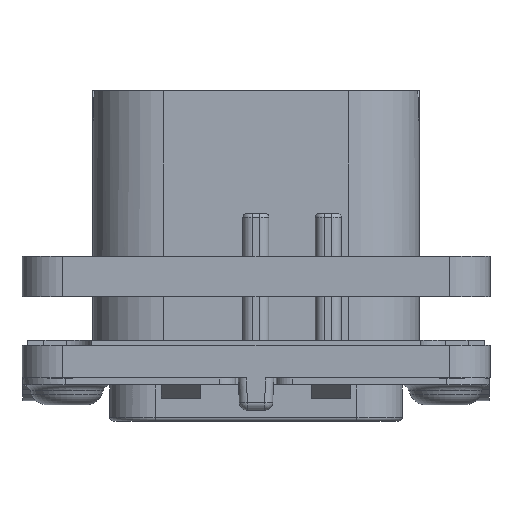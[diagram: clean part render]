
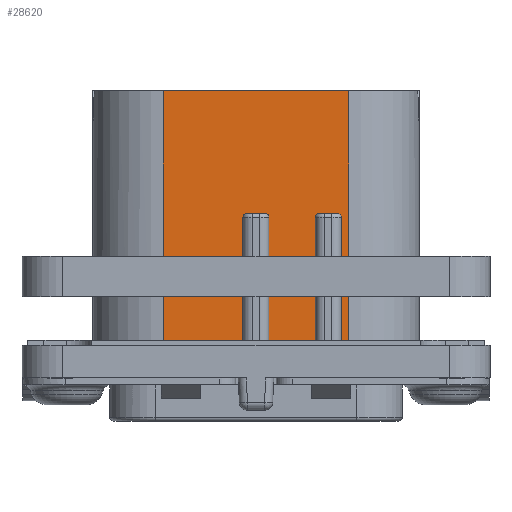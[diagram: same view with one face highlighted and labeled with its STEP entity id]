
A CAD part, front view. The second image highlights one B-rep face of the part: STEP entity #28620.
In plain terms, the highlighted planar face has unit normal (0, -1, 0).
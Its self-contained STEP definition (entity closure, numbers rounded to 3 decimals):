
#1176=DIRECTION('',(1.,0.,0.));
#1177=VECTOR('',#1176,11.4);
#1178=CARTESIAN_POINT('',(-5.7,-9.,17.67));
#1179=LINE('',#1178,#1177);
#5106=DIRECTION('',(1.,0.,0.));
#5107=VECTOR('',#5106,4.9);
#5108=CARTESIAN_POINT('',(-5.7,-9.,2.));
#5109=LINE('',#5108,#5107);
#5199=CARTESIAN_POINT('',(3.9,-9.,9.87));
#5200=DIRECTION('',(0.,1.,0.));
#5201=DIRECTION('',(-1.,0.,0.));
#5202=AXIS2_PLACEMENT_3D('',#5199,#5200,#5201);
#5234=DIRECTION('',(1.,0.,0.));
#5235=VECTOR('',#5234,2.85);
#5236=CARTESIAN_POINT('',(0.8,-9.,2.));
#5237=LINE('',#5236,#5235);
#5280=CARTESIAN_POINT('',(0.55,-9.,9.87));
#5281=DIRECTION('',(0.,1.,0.));
#5282=DIRECTION('',(0.,0.,1.));
#5283=AXIS2_PLACEMENT_3D('',#5280,#5281,#5282);
#5293=DIRECTION('',(0.,0.,1.));
#5294=VECTOR('',#5293,7.87);
#5295=CARTESIAN_POINT('',(5.25,-9.,2.));
#5296=LINE('',#5295,#5294);
#5297=DIRECTION('',(1.,0.,0.));
#5298=VECTOR('',#5297,1.1);
#5299=CARTESIAN_POINT('',(3.9,-9.,10.12));
#5300=LINE('',#5299,#5298);
#5301=DIRECTION('',(0.,0.,1.));
#5302=VECTOR('',#5301,7.87);
#5303=CARTESIAN_POINT('',(3.65,-9.,2.));
#5304=LINE('',#5303,#5302);
#5305=DIRECTION('',(0.,0.,1.));
#5306=VECTOR('',#5305,7.87);
#5307=CARTESIAN_POINT('',(0.8,-9.,2.));
#5308=LINE('',#5307,#5306);
#5309=DIRECTION('',(1.,0.,0.));
#5310=VECTOR('',#5309,1.1);
#5311=CARTESIAN_POINT('',(-0.55,-9.,10.12));
#5312=LINE('',#5311,#5310);
#5313=DIRECTION('',(0.,0.,1.));
#5314=VECTOR('',#5313,7.87);
#5315=CARTESIAN_POINT('',(-0.8,-9.,2.));
#5316=LINE('',#5315,#5314);
#5317=DIRECTION('',(0.,0.,-1.));
#5318=VECTOR('',#5317,15.67);
#5319=CARTESIAN_POINT('',(-5.7,-9.,17.67));
#5320=LINE('',#5319,#5318);
#5321=DIRECTION('',(0.,0.,-1.));
#5322=VECTOR('',#5321,15.67);
#5323=CARTESIAN_POINT('',(5.7,-9.,17.67));
#5324=LINE('',#5323,#5322);
#5338=CARTESIAN_POINT('',(5.,-9.,9.87));
#5339=DIRECTION('',(0.,1.,0.));
#5340=DIRECTION('',(0.,0.,1.));
#5341=AXIS2_PLACEMENT_3D('',#5338,#5339,#5340);
#5384=DIRECTION('',(1.,0.,0.));
#5385=VECTOR('',#5384,0.45);
#5386=CARTESIAN_POINT('',(5.25,-9.,2.));
#5387=LINE('',#5386,#5385);
#11153=CARTESIAN_POINT('',(-0.55,-9.,9.87));
#11154=DIRECTION('',(0.,1.,0.));
#11155=DIRECTION('',(-1.,0.,0.));
#11156=AXIS2_PLACEMENT_3D('',#11153,#11154,#11155);
#18126=CARTESIAN_POINT('',(-5.7,-9.,17.67));
#18127=CARTESIAN_POINT('',(-5.7,-9.,2.));
#18128=VERTEX_POINT('',#18126);
#18129=VERTEX_POINT('',#18127);
#18130=CARTESIAN_POINT('',(5.7,-9.,17.67));
#18131=CARTESIAN_POINT('',(5.7,-9.,2.));
#18132=VERTEX_POINT('',#18130);
#18133=VERTEX_POINT('',#18131);
#18280=CARTESIAN_POINT('',(-0.8,-9.,2.));
#18281=VERTEX_POINT('',#18280);
#18282=CARTESIAN_POINT('',(0.8,-9.,2.));
#18283=CARTESIAN_POINT('',(3.65,-9.,2.));
#18284=VERTEX_POINT('',#18282);
#18285=VERTEX_POINT('',#18283);
#18286=CARTESIAN_POINT('',(5.25,-9.,2.));
#18287=VERTEX_POINT('',#18286);
#20751=CARTESIAN_POINT('',(0.8,-9.,9.87));
#20753=VERTEX_POINT('',#20751);
#20755=CARTESIAN_POINT('',(0.55,-9.,10.12));
#20757=VERTEX_POINT('',#20755);
#20778=CARTESIAN_POINT('',(-0.55,-9.,10.12));
#20779=VERTEX_POINT('',#20778);
#20780=CARTESIAN_POINT('',(-0.8,-9.,9.87));
#20781=VERTEX_POINT('',#20780);
#20783=CARTESIAN_POINT('',(5.25,-9.,9.87));
#20785=VERTEX_POINT('',#20783);
#20787=CARTESIAN_POINT('',(5.,-9.,10.12));
#20789=VERTEX_POINT('',#20787);
#20790=CARTESIAN_POINT('',(3.9,-9.,10.12));
#20792=VERTEX_POINT('',#20790);
#20794=CARTESIAN_POINT('',(3.65,-9.,9.87));
#20796=VERTEX_POINT('',#20794);
#28592=CARTESIAN_POINT('',(-10.05,-9.,2.));
#28593=DIRECTION('',(0.,-1.,0.));
#28594=DIRECTION('',(1.,0.,0.));
#28595=AXIS2_PLACEMENT_3D('',#28592,#28593,#28594);
#28596=PLANE('',#28595);
#28598=ORIENTED_EDGE('',*,*,#28597,.T.);
#28600=ORIENTED_EDGE('',*,*,#28599,.F.);
#28601=ORIENTED_EDGE('',*,*,#28435,.F.);
#28602=ORIENTED_EDGE('',*,*,#28467,.F.);
#28603=ORIENTED_EDGE('',*,*,#28482,.F.);
#28604=ORIENTED_EDGE('',*,*,#28512,.F.);
#28605=ORIENTED_EDGE('',*,*,#28585,.T.);
#28606=ORIENTED_EDGE('',*,*,#28574,.F.);
#28607=ORIENTED_EDGE('',*,*,#28560,.F.);
#28609=ORIENTED_EDGE('',*,*,#28608,.F.);
#28611=ORIENTED_EDGE('',*,*,#28610,.F.);
#28612=ORIENTED_EDGE('',*,*,#28323,.F.);
#28613=ORIENTED_EDGE('',*,*,#22772,.F.);
#28614=ORIENTED_EDGE('',*,*,#22957,.T.);
#28615=ORIENTED_EDGE('',*,*,#23215,.T.);
#28617=ORIENTED_EDGE('',*,*,#28616,.F.);
#28618=EDGE_LOOP('',(#28598,#28600,#28601,#28602,#28603,#28604,#28605,#28606,
#28607,#28609,#28611,#28612,#28613,#28614,#28615,#28617));
#28619=FACE_OUTER_BOUND('',#28618,.F.);
#28620=ADVANCED_FACE('',(#28619),#28596,.T.);
#5203=CIRCLE('',#5202,0.25);
#5284=CIRCLE('',#5283,0.25);
#5342=CIRCLE('',#5341,0.25);
#11157=CIRCLE('',#11156,0.25);
#22772=EDGE_CURVE('',#18128,#18129,#5320,.T.);
#22957=EDGE_CURVE('',#18128,#18132,#1179,.T.);
#23215=EDGE_CURVE('',#18132,#18133,#5324,.T.);
#28323=EDGE_CURVE('',#18129,#18281,#5109,.T.);
#28435=EDGE_CURVE('',#20792,#20789,#5300,.T.);
#28467=EDGE_CURVE('',#20796,#20792,#5203,.T.);
#28482=EDGE_CURVE('',#18285,#20796,#5304,.T.);
#28512=EDGE_CURVE('',#18284,#18285,#5237,.T.);
#28560=EDGE_CURVE('',#20779,#20757,#5312,.T.);
#28574=EDGE_CURVE('',#20757,#20753,#5284,.T.);
#28585=EDGE_CURVE('',#18284,#20753,#5308,.T.);
#28597=EDGE_CURVE('',#18287,#20785,#5296,.T.);
#28599=EDGE_CURVE('',#20789,#20785,#5342,.T.);
#28608=EDGE_CURVE('',#20781,#20779,#11157,.T.);
#28610=EDGE_CURVE('',#18281,#20781,#5316,.T.);
#28616=EDGE_CURVE('',#18287,#18133,#5387,.T.);
